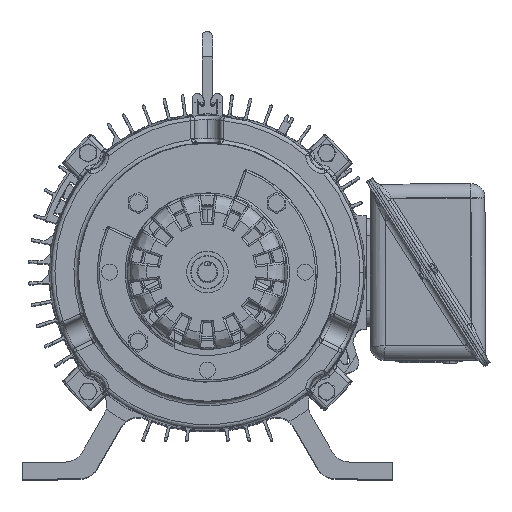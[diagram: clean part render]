
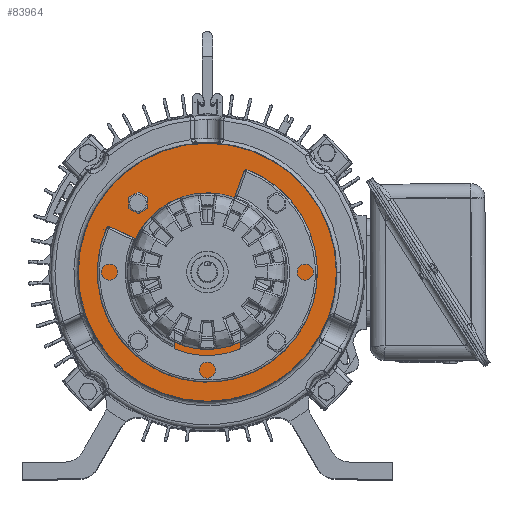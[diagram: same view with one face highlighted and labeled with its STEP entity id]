
A CAD part, top view. The second image highlights one B-rep face of the part: STEP entity #83964.
In plain terms, the highlighted planar face has unit normal (0, 0, 1).
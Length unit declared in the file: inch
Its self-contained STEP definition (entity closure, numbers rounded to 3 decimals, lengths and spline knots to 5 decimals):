
#1453 = CIRCLE ( 'NONE', #74085, 0.156 ) ;
#2133 = AXIS2_PLACEMENT_3D ( 'NONE', #38464, #27106, #13764 ) ;
#2368 = EDGE_CURVE ( 'NONE', #130603, #114231, #131821, .T. ) ;
#3114 = EDGE_CURVE ( 'NONE', #126840, #101433, #91283, .T. ) ;
#4747 = DIRECTION ( 'NONE',  ( 1., 0., 0. ) ) ;
#5238 = CARTESIAN_POINT ( 'NONE',  ( -2.07713, 2.07713, -1.7483 ) ) ;
#6812 = VERTEX_POINT ( 'NONE', #37066 ) ;
#9986 = EDGE_CURVE ( 'NONE', #6812, #143866, #55416, .T. ) ;
#11140 = DIRECTION ( 'NONE',  ( 0., 0., -1. ) ) ;
#13764 = DIRECTION ( 'NONE',  ( 1., 0., 0. ) ) ;
#14864 = ORIENTED_EDGE ( 'NONE', *, *, #91473, .F. ) ;
#16035 = CARTESIAN_POINT ( 'NONE',  ( 0., 0., -1.7483 ) ) ;
#16613 = CARTESIAN_POINT ( 'NONE',  ( 2.07713, -2.07713, -1.7483 ) ) ;
#17487 = EDGE_CURVE ( 'NONE', #147798, #58868, #52849, .T. ) ;
#18156 = AXIS2_PLACEMENT_3D ( 'NONE', #5238, #76702, #135273 ) ;
#20057 = ORIENTED_EDGE ( 'NONE', *, *, #2368, .F. ) ;
#20518 = CIRCLE ( 'NONE', #21617, 2.24925 ) ;
#21617 = AXIS2_PLACEMENT_3D ( 'NONE', #16035, #74175, #39236 ) ;
#27106 = DIRECTION ( 'NONE',  ( 0., 0., 1. ) ) ;
#27934 = ORIENTED_EDGE ( 'NONE', *, *, #17487, .F. ) ;
#29405 = ORIENTED_EDGE ( 'NONE', *, *, #33722, .F. ) ;
#30266 = VERTEX_POINT ( 'NONE', #72622 ) ;
#32888 = FACE_OUTER_BOUND ( 'NONE', #89479, .T. ) ;
#33355 = CIRCLE ( 'NONE', #74906, 0.156 ) ;
#33722 = EDGE_CURVE ( 'NONE', #30266, #42032, #132464, .T. ) ;
#34539 = CARTESIAN_POINT ( 'NONE',  ( -2.07713, 2.07713, -1.7483 ) ) ;
#35414 = DIRECTION ( 'NONE',  ( 1., 0., 0. ) ) ;
#37066 = CARTESIAN_POINT ( 'NONE',  ( 1.92113, -2.07713, -1.7483 ) ) ;
#38464 = CARTESIAN_POINT ( 'NONE',  ( -2.07713, -2.07713, -1.7483 ) ) ;
#39236 = DIRECTION ( 'NONE',  ( 1., 0., 0. ) ) ;
#41284 = ORIENTED_EDGE ( 'NONE', *, *, #119943, .F. ) ;
#41849 = ORIENTED_EDGE ( 'NONE', *, *, #88016, .F. ) ;
#42032 = VERTEX_POINT ( 'NONE', #113921 ) ;
#42092 = FACE_BOUND ( 'NONE', #124682, .T. ) ;
#43009 = AXIS2_PLACEMENT_3D ( 'NONE', #16613, #122470, #98865 ) ;
#43138 = ORIENTED_EDGE ( 'NONE', *, *, #126683, .F. ) ;
#45652 = DIRECTION ( 'NONE',  ( 1., 0., 0. ) ) ;
#47192 = CARTESIAN_POINT ( 'NONE',  ( 0., 0., -1.7483 ) ) ;
#50645 = FACE_BOUND ( 'NONE', #86012, .T. ) ;
#51161 = EDGE_CURVE ( 'NONE', #58868, #147798, #134446, .T. ) ;
#52021 = ORIENTED_EDGE ( 'NONE', *, *, #84406, .F. ) ;
#52849 = CIRCLE ( 'NONE', #130431, 3.87113 ) ;
#53615 = DIRECTION ( 'NONE',  ( 0., 0., 1. ) ) ;
#55416 = CIRCLE ( 'NONE', #119010, 0.156 ) ;
#58868 = VERTEX_POINT ( 'NONE', #64570 ) ;
#59091 = ORIENTED_EDGE ( 'NONE', *, *, #51161, .F. ) ;
#61324 = DIRECTION ( 'NONE',  ( 0., 0., -1. ) ) ;
#62863 = DIRECTION ( 'NONE',  ( 1., 0., 0. ) ) ;
#64570 = CARTESIAN_POINT ( 'NONE',  ( -3.87113, 0., -1.7483 ) ) ;
#65053 = AXIS2_PLACEMENT_3D ( 'NONE', #136808, #53615, #89015 ) ;
#65383 = CIRCLE ( 'NONE', #18156, 0.156 ) ;
#65724 = VERTEX_POINT ( 'NONE', #80713 ) ;
#65987 = CIRCLE ( 'NONE', #65053, 0.156 ) ;
#66175 = EDGE_LOOP ( 'NONE', ( #92878, #41849 ) ) ;
#67866 = CARTESIAN_POINT ( 'NONE',  ( 2.07713, -2.07713, -1.7483 ) ) ;
#71012 = DIRECTION ( 'NONE',  ( 1., 0., 0. ) ) ;
#71418 = EDGE_LOOP ( 'NONE', ( #20057, #52021 ) ) ;
#72286 = CARTESIAN_POINT ( 'NONE',  ( -1.92113, 2.07713, -1.7483 ) ) ;
#72622 = CARTESIAN_POINT ( 'NONE',  ( -1.92113, -2.07713, -1.7483 ) ) ;
#74085 = AXIS2_PLACEMENT_3D ( 'NONE', #99306, #111622, #4747 ) ;
#74175 = DIRECTION ( 'NONE',  ( 0., 0., 1. ) ) ;
#74906 = AXIS2_PLACEMENT_3D ( 'NONE', #80680, #104826, #126903 ) ;
#76542 = VERTEX_POINT ( 'NONE', #137216 ) ;
#76665 = CARTESIAN_POINT ( 'NONE',  ( 2.23313, -2.07713, -1.7483 ) ) ;
#76702 = DIRECTION ( 'NONE',  ( 0., 0., 1. ) ) ;
#78878 = CARTESIAN_POINT ( 'NONE',  ( 0., 4.5734, -1.7483 ) ) ;
#79387 = DIRECTION ( 'NONE',  ( -1., 0., 0. ) ) ;
#79676 = DIRECTION ( 'NONE',  ( 1., 0., 0. ) ) ;
#80680 = CARTESIAN_POINT ( 'NONE',  ( 2.07713, 2.07713, -1.7483 ) ) ;
#80713 = CARTESIAN_POINT ( 'NONE',  ( 1.92113, 2.07713, -1.7483 ) ) ;
#82191 = ORIENTED_EDGE ( 'NONE', *, *, #131429, .F. ) ;
#83964 = ADVANCED_FACE ( 'NONE', ( #42092, #32888, #115294, #129849, #50645, #88467 ), #91215, .F. ) ;
#84406 = EDGE_CURVE ( 'NONE', #114231, #130603, #65383, .T. ) ;
#86012 = EDGE_LOOP ( 'NONE', ( #29405, #41284 ) ) ;
#88016 = EDGE_CURVE ( 'NONE', #101433, #126840, #20518, .T. ) ;
#88467 = FACE_BOUND ( 'NONE', #107765, .T. ) ;
#89015 = DIRECTION ( 'NONE',  ( 1., 0., 0. ) ) ;
#89362 = CARTESIAN_POINT ( 'NONE',  ( -2.24925, 0., -1.7483 ) ) ;
#89479 = EDGE_LOOP ( 'NONE', ( #27934, #59091 ) ) ;
#91215 = PLANE ( 'NONE',  #142178 ) ;
#91283 = CIRCLE ( 'NONE', #120318, 2.24925 ) ;
#91473 = EDGE_CURVE ( 'NONE', #65724, #76542, #1453, .T. ) ;
#92878 = ORIENTED_EDGE ( 'NONE', *, *, #3114, .F. ) ;
#94114 = DIRECTION ( 'NONE',  ( 0., 0., 1. ) ) ;
#94474 = CARTESIAN_POINT ( 'NONE',  ( 0., 0., -1.7483 ) ) ;
#94972 = DIRECTION ( 'NONE',  ( 0., 0., 1. ) ) ;
#97237 = CARTESIAN_POINT ( 'NONE',  ( 0., 0., -1.7483 ) ) ;
#98865 = DIRECTION ( 'NONE',  ( 1., 0., 0. ) ) ;
#99306 = CARTESIAN_POINT ( 'NONE',  ( 2.07713, 2.07713, -1.7483 ) ) ;
#101433 = VERTEX_POINT ( 'NONE', #89362 ) ;
#101673 = CIRCLE ( 'NONE', #43009, 0.156 ) ;
#102571 = AXIS2_PLACEMENT_3D ( 'NONE', #34539, #94114, #71012 ) ;
#104826 = DIRECTION ( 'NONE',  ( 0., 0., 1. ) ) ;
#105338 = ORIENTED_EDGE ( 'NONE', *, *, #9986, .F. ) ;
#107765 = EDGE_LOOP ( 'NONE', ( #82191, #14864 ) ) ;
#111622 = DIRECTION ( 'NONE',  ( 0., 0., 1. ) ) ;
#112184 = CARTESIAN_POINT ( 'NONE',  ( 2.24925, 0., -1.7483 ) ) ;
#113921 = CARTESIAN_POINT ( 'NONE',  ( -2.23313, -2.07713, -1.7483 ) ) ;
#114231 = VERTEX_POINT ( 'NONE', #117818 ) ;
#114938 = AXIS2_PLACEMENT_3D ( 'NONE', #47192, #11140, #45652 ) ;
#115294 = FACE_BOUND ( 'NONE', #66175, .T. ) ;
#117253 = CARTESIAN_POINT ( 'NONE',  ( 3.87113, 0., -1.7483 ) ) ;
#117818 = CARTESIAN_POINT ( 'NONE',  ( -2.23313, 2.07713, -1.7483 ) ) ;
#119010 = AXIS2_PLACEMENT_3D ( 'NONE', #67866, #150043, #79676 ) ;
#119943 = EDGE_CURVE ( 'NONE', #42032, #30266, #65987, .T. ) ;
#120318 = AXIS2_PLACEMENT_3D ( 'NONE', #94474, #94972, #35414 ) ;
#122470 = DIRECTION ( 'NONE',  ( 0., 0., 1. ) ) ;
#124682 = EDGE_LOOP ( 'NONE', ( #43138, #105338 ) ) ;
#126683 = EDGE_CURVE ( 'NONE', #143866, #6812, #101673, .T. ) ;
#126840 = VERTEX_POINT ( 'NONE', #112184 ) ;
#126903 = DIRECTION ( 'NONE',  ( 1., 0., 0. ) ) ;
#129849 = FACE_BOUND ( 'NONE', #71418, .T. ) ;
#130431 = AXIS2_PLACEMENT_3D ( 'NONE', #97237, #61324, #62863 ) ;
#130603 = VERTEX_POINT ( 'NONE', #72286 ) ;
#131429 = EDGE_CURVE ( 'NONE', #76542, #65724, #33355, .T. ) ;
#131821 = CIRCLE ( 'NONE', #102571, 0.156 ) ;
#132464 = CIRCLE ( 'NONE', #2133, 0.156 ) ;
#134446 = CIRCLE ( 'NONE', #114938, 3.87113 ) ;
#135273 = DIRECTION ( 'NONE',  ( 1., 0., 0. ) ) ;
#136808 = CARTESIAN_POINT ( 'NONE',  ( -2.07713, -2.07713, -1.7483 ) ) ;
#137216 = CARTESIAN_POINT ( 'NONE',  ( 2.23313, 2.07713, -1.7483 ) ) ;
#142178 = AXIS2_PLACEMENT_3D ( 'NONE', #78878, #149764, #79387 ) ;
#143866 = VERTEX_POINT ( 'NONE', #76665 ) ;
#147798 = VERTEX_POINT ( 'NONE', #117253 ) ;
#149764 = DIRECTION ( 'NONE',  ( 0., 0., -1. ) ) ;
#150043 = DIRECTION ( 'NONE',  ( 0., 0., 1. ) ) ;
